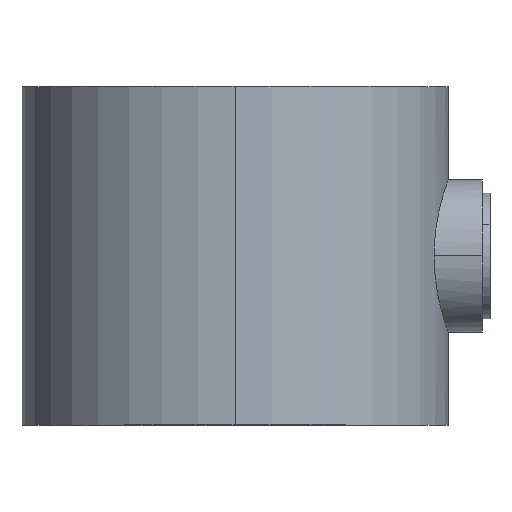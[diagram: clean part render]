
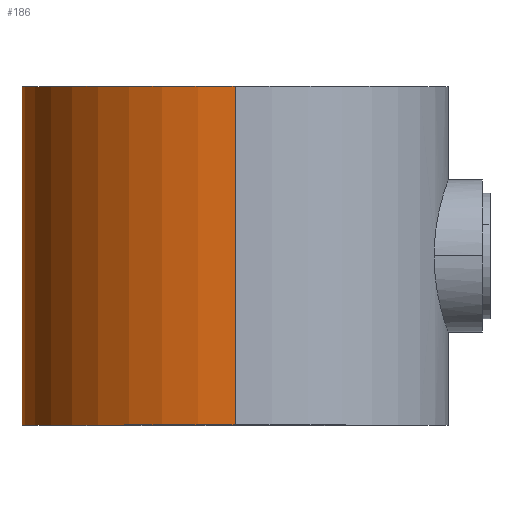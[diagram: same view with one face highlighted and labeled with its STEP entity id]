
A CAD part, top view. The second image highlights one B-rep face of the part: STEP entity #186.
In plain terms, the highlighted cylindrical face has radius 28 mm (diameter 56 mm), a partial arc.
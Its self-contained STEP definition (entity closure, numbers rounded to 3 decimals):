
#54 = EDGE_LOOP ( 'NONE', ( #165, #633, #585, #715, #775, #834, #869, #944 ) ) ;
#81 = VERTEX_POINT ( 'NONE', #1317 ) ;
#109 = VERTEX_POINT ( 'NONE', #1291 ) ;
#117 = CIRCLE ( 'NONE', #891, 28. ) ;
#126 = CIRCLE ( 'NONE', #607, 28. ) ;
#165 = ORIENTED_EDGE ( 'NONE', *, *, #1229, .F. ) ;
#186 = ADVANCED_FACE ( 'NONE', ( #303 ), #1186, .T. ) ;
#249 = CIRCLE ( 'NONE', #572, 28. ) ;
#292 = EDGE_CURVE ( 'NONE', #1145, #1070, #249, .T. ) ;
#303 = FACE_OUTER_BOUND ( 'NONE', #54, .T. ) ;
#349 = LINE ( 'NONE', #757, #899 ) ;
#454 = DIRECTION ( 'NONE',  ( 0., -1., 0. ) ) ;
#461 = CARTESIAN_POINT ( 'NONE',  ( 0., 22.25, -28. ) ) ;
#462 = VERTEX_POINT ( 'NONE', #1204 ) ;
#469 = LINE ( 'NONE', #531, #801 ) ;
#495 = AXIS2_PLACEMENT_3D ( 'NONE', #509, #506, #505 ) ;
#505 = DIRECTION ( 'NONE',  ( 0., 0., -1. ) ) ;
#506 = DIRECTION ( 'NONE',  ( 0., -1., 0. ) ) ;
#509 = CARTESIAN_POINT ( 'NONE',  ( 0., 19.5, 0. ) ) ;
#530 = DIRECTION ( 'NONE',  ( 0., 1., 0. ) ) ;
#531 = CARTESIAN_POINT ( 'NONE',  ( -4.5, 22.25, -27.636 ) ) ;
#567 = AXIS2_PLACEMENT_3D ( 'NONE', #1251, #1261, #1255 ) ;
#570 = DIRECTION ( 'NONE',  ( 0., -1., 0. ) ) ;
#572 = AXIS2_PLACEMENT_3D ( 'NONE', #1230, #1227, #1226 ) ;
#583 = DIRECTION ( 'NONE',  ( 0., -1., 0. ) ) ;
#585 = ORIENTED_EDGE ( 'NONE', *, *, #1231, .T. ) ;
#589 = CARTESIAN_POINT ( 'NONE',  ( 0., 22.25, 28. ) ) ;
#607 = AXIS2_PLACEMENT_3D ( 'NONE', #821, #820, #818 ) ;
#633 = ORIENTED_EDGE ( 'NONE', *, *, #673, .F. ) ;
#673 = EDGE_CURVE ( 'NONE', #984, #1152, #117, .T. ) ;
#715 = ORIENTED_EDGE ( 'NONE', *, *, #1278, .F. ) ;
#757 = CARTESIAN_POINT ( 'NONE',  ( 0., 22.25, -28. ) ) ;
#775 = ORIENTED_EDGE ( 'NONE', *, *, #1250, .F. ) ;
#779 = CARTESIAN_POINT ( 'NONE',  ( 0., 22.25, 28. ) ) ;
#781 = CARTESIAN_POINT ( 'NONE',  ( 0., -19.5, -28. ) ) ;
#785 = CARTESIAN_POINT ( 'NONE',  ( -4.5, -19.5, -27.636 ) ) ;
#801 = VECTOR ( 'NONE', #530, 1000. ) ;
#818 = DIRECTION ( 'NONE',  ( 0., 0., 1. ) ) ;
#819 = LINE ( 'NONE', #461, #1217 ) ;
#820 = DIRECTION ( 'NONE',  ( 0., 1., 0. ) ) ;
#821 = CARTESIAN_POINT ( 'NONE',  ( 0., -22.25, 0. ) ) ;
#829 = CARTESIAN_POINT ( 'NONE',  ( 0., 22.25, -28. ) ) ;
#834 = ORIENTED_EDGE ( 'NONE', *, *, #292, .F. ) ;
#869 = ORIENTED_EDGE ( 'NONE', *, *, #1338, .T. ) ;
#873 = CARTESIAN_POINT ( 'NONE',  ( 0., -22.25, -28. ) ) ;
#891 = AXIS2_PLACEMENT_3D ( 'NONE', #1148, #1147, #1144 ) ;
#899 = VECTOR ( 'NONE', #570, 1000. ) ;
#922 = CIRCLE ( 'NONE', #495, 28. ) ;
#944 = ORIENTED_EDGE ( 'NONE', *, *, #987, .T. ) ;
#958 = VERTEX_POINT ( 'NONE', #873 ) ;
#984 = VERTEX_POINT ( 'NONE', #829 ) ;
#987 = EDGE_CURVE ( 'NONE', #958, #109, #126, .T. ) ;
#1070 = VERTEX_POINT ( 'NONE', #785 ) ;
#1075 = LINE ( 'NONE', #589, #1077 ) ;
#1077 = VECTOR ( 'NONE', #583, 1000. ) ;
#1144 = DIRECTION ( 'NONE',  ( 0., 0., 1. ) ) ;
#1145 = VERTEX_POINT ( 'NONE', #781 ) ;
#1147 = DIRECTION ( 'NONE',  ( 0., 1., 0. ) ) ;
#1148 = CARTESIAN_POINT ( 'NONE',  ( 0., 22.25, 0. ) ) ;
#1152 = VERTEX_POINT ( 'NONE', #779 ) ;
#1186 = CYLINDRICAL_SURFACE ( 'NONE', #567, 28. ) ;
#1204 = CARTESIAN_POINT ( 'NONE',  ( -4.5, 19.5, -27.636 ) ) ;
#1217 = VECTOR ( 'NONE', #454, 1000. ) ;
#1226 = DIRECTION ( 'NONE',  ( 0., 0., 1. ) ) ;
#1227 = DIRECTION ( 'NONE',  ( 0., 1., 0. ) ) ;
#1229 = EDGE_CURVE ( 'NONE', #1152, #109, #1075, .T. ) ;
#1230 = CARTESIAN_POINT ( 'NONE',  ( 0., -19.5, 0. ) ) ;
#1231 = EDGE_CURVE ( 'NONE', #984, #81, #349, .T. ) ;
#1250 = EDGE_CURVE ( 'NONE', #1070, #462, #469, .T. ) ;
#1251 = CARTESIAN_POINT ( 'NONE',  ( 0., 22.25, 0. ) ) ;
#1255 = DIRECTION ( 'NONE',  ( 0., 0., -1. ) ) ;
#1261 = DIRECTION ( 'NONE',  ( 0., -1., 0. ) ) ;
#1278 = EDGE_CURVE ( 'NONE', #462, #81, #922, .T. ) ;
#1291 = CARTESIAN_POINT ( 'NONE',  ( 0., -22.25, 28. ) ) ;
#1317 = CARTESIAN_POINT ( 'NONE',  ( 0., 19.5, -28. ) ) ;
#1338 = EDGE_CURVE ( 'NONE', #1145, #958, #819, .T. ) ;
